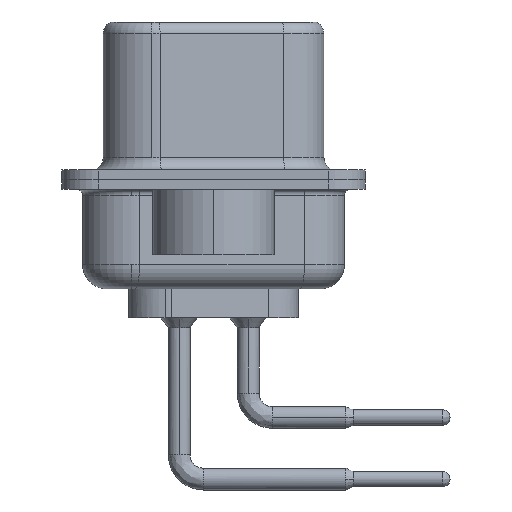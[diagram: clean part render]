
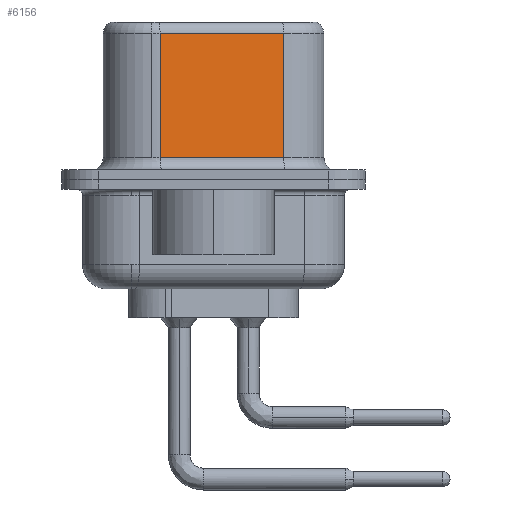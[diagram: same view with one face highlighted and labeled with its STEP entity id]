
A CAD part, left-side view. The second image highlights one B-rep face of the part: STEP entity #6156.
In plain terms, the highlighted planar face has unit normal (-0.985, -0.174, 0).
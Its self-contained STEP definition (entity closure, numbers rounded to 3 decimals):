
#4521 = EDGE_LOOP ( 'NONE', ( #6648, #5490, #14957, #14510 ) ) ;
#4874 = CARTESIAN_POINT ( 'NONE',  ( 4.555, -2.897, 6.52 ) ) ;
#4900 = VERTEX_POINT ( 'NONE', #11883 ) ;
#5027 = VERTEX_POINT ( 'NONE', #5269 ) ;
#5143 = LINE ( 'NONE', #9769, #9842 ) ;
#5269 = CARTESIAN_POINT ( 'NONE',  ( 3.655, 2.203, 6.02 ) ) ;
#5490 = ORIENTED_EDGE ( 'NONE', *, *, #21654, .T. ) ;
#5627 = DIRECTION ( 'NONE',  ( -0.174, 0.985, 0. ) ) ;
#5701 = DIRECTION ( 'NONE',  ( 0.985, 0.174, 0. ) ) ;
#6061 = DIRECTION ( 'NONE',  ( -0.174, 0.985, 0. ) ) ;
#6131 = FACE_OUTER_BOUND ( 'NONE', #4521, .T. ) ;
#6156 = ADVANCED_FACE ( 'NONE', ( #6131 ), #8444, .F. ) ;
#6648 = ORIENTED_EDGE ( 'NONE', *, *, #11447, .F. ) ;
#7494 = VERTEX_POINT ( 'NONE', #9773 ) ;
#7991 = VECTOR ( 'NONE', #18691, 1000. ) ;
#8444 = PLANE ( 'NONE',  #19528 ) ;
#8698 = CARTESIAN_POINT ( 'NONE',  ( 4.555, -2.897, 0.9 ) ) ;
#8717 = LINE ( 'NONE', #19812, #17580 ) ;
#9352 = EDGE_CURVE ( 'NONE', #14069, #7494, #12535, .T. ) ;
#9769 = CARTESIAN_POINT ( 'NONE',  ( 4.555, -2.897, 6.52 ) ) ;
#9773 = CARTESIAN_POINT ( 'NONE',  ( 4.555, -2.897, 0.9 ) ) ;
#9842 = VECTOR ( 'NONE', #19690, 1000. ) ;
#11447 = EDGE_CURVE ( 'NONE', #4900, #7494, #5143, .T. ) ;
#11564 = DIRECTION ( 'NONE',  ( 0., 0., -1. ) ) ;
#11883 = CARTESIAN_POINT ( 'NONE',  ( 4.555, -2.897, 6.02 ) ) ;
#12535 = LINE ( 'NONE', #8698, #7991 ) ;
#13684 = CARTESIAN_POINT ( 'NONE',  ( 3.655, 2.203, 0.9 ) ) ;
#13894 = EDGE_CURVE ( 'NONE', #5027, #14069, #8717, .T. ) ;
#14069 = VERTEX_POINT ( 'NONE', #13684 ) ;
#14510 = ORIENTED_EDGE ( 'NONE', *, *, #9352, .T. ) ;
#14957 = ORIENTED_EDGE ( 'NONE', *, *, #13894, .T. ) ;
#15553 = VECTOR ( 'NONE', #6061, 1000. ) ;
#17580 = VECTOR ( 'NONE', #11564, 1000. ) ;
#18691 = DIRECTION ( 'NONE',  ( 0.174, -0.985, 0. ) ) ;
#19528 = AXIS2_PLACEMENT_3D ( 'NONE', #4874, #5701, #5627 ) ;
#19690 = DIRECTION ( 'NONE',  ( 0., 0., -1. ) ) ;
#19812 = CARTESIAN_POINT ( 'NONE',  ( 3.655, 2.203, 6.52 ) ) ;
#19948 = LINE ( 'NONE', #21259, #15553 ) ;
#21259 = CARTESIAN_POINT ( 'NONE',  ( 4.555, -2.897, 6.02 ) ) ;
#21654 = EDGE_CURVE ( 'NONE', #4900, #5027, #19948, .T. ) ;
